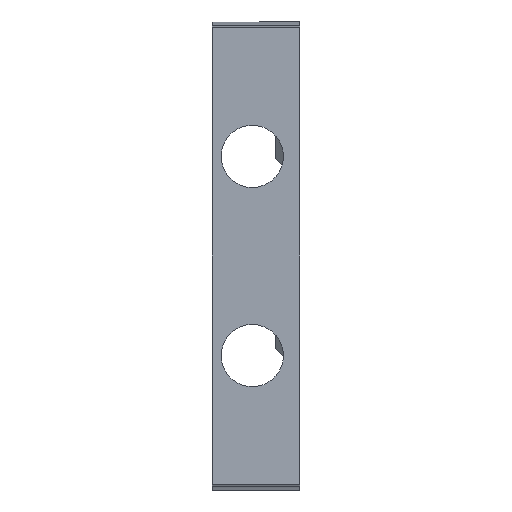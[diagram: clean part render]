
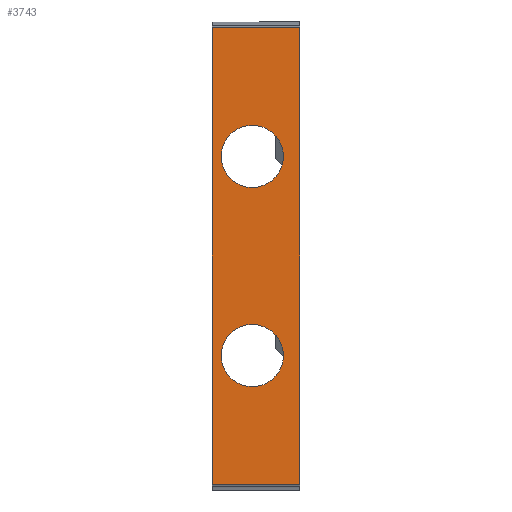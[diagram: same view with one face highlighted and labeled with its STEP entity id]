
A CAD part, left-side view. The second image highlights one B-rep face of the part: STEP entity #3743.
In plain terms, the highlighted planar face has unit normal (-1, 0, 0).
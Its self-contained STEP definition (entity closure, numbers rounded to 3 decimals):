
#80 = EDGE_CURVE ( 'NONE', #855, #3811, #1450, .T. ) ;
#81 = VERTEX_POINT ( 'NONE', #1276 ) ;
#128 = DIRECTION ( 'NONE',  ( 1., 0., 0. ) ) ;
#134 = VERTEX_POINT ( 'NONE', #5352 ) ;
#189 = VERTEX_POINT ( 'NONE', #5377 ) ;
#316 = CARTESIAN_POINT ( 'NONE',  ( -150., 33., -91.708 ) ) ;
#329 = DIRECTION ( 'NONE',  ( 1., 0., 0. ) ) ;
#669 = PLANE ( 'NONE',  #3711 ) ;
#712 = DIRECTION ( 'NONE',  ( 1., 0., 0. ) ) ;
#855 = VERTEX_POINT ( 'NONE', #2607 ) ;
#977 = DIRECTION ( 'NONE',  ( 1., 0., 0. ) ) ;
#1208 = CARTESIAN_POINT ( 'NONE',  ( -150., -2., 91.708 ) ) ;
#1220 = CARTESIAN_POINT ( 'NONE',  ( -150., -23.869, 91.708 ) ) ;
#1276 = CARTESIAN_POINT ( 'NONE',  ( -150., 33., 91.708 ) ) ;
#1298 = AXIS2_PLACEMENT_3D ( 'NONE', #7201, #329, #1475 ) ;
#1423 = VECTOR ( 'NONE', #2267, 1000. ) ;
#1450 = CIRCLE ( 'NONE', #6588, 12.5 ) ;
#1475 = DIRECTION ( 'NONE',  ( 0., 0., -1. ) ) ;
#1891 = DIRECTION ( 'NONE',  ( 0., 0., -1. ) ) ;
#2048 = LINE ( 'NONE', #6018, #6400 ) ;
#2104 = CIRCLE ( 'NONE', #3808, 12.5 ) ;
#2118 = EDGE_LOOP ( 'NONE', ( #4233, #5743, #2587, #5490 ) ) ;
#2267 = DIRECTION ( 'NONE',  ( 0., 1., 0. ) ) ;
#2473 = VECTOR ( 'NONE', #2697, 1000. ) ;
#2539 = DIRECTION ( 'NONE',  ( 0., 0., -1. ) ) ;
#2587 = ORIENTED_EDGE ( 'NONE', *, *, #5272, .F. ) ;
#2607 = CARTESIAN_POINT ( 'NONE',  ( -150., 17., -27.5 ) ) ;
#2697 = DIRECTION ( 'NONE',  ( 0., 1., 0. ) ) ;
#2838 = EDGE_CURVE ( 'NONE', #4320, #134, #3127, .T. ) ;
#2985 = VECTOR ( 'NONE', #1891, 1000. ) ;
#3013 = DIRECTION ( 'NONE',  ( 1., 0., 0. ) ) ;
#3111 = EDGE_LOOP ( 'NONE', ( #3648, #5655 ) ) ;
#3127 = CIRCLE ( 'NONE', #1298, 12.5 ) ;
#3128 = EDGE_CURVE ( 'NONE', #3709, #81, #7296, .T. ) ;
#3241 = DIRECTION ( 'NONE',  ( 0., 0., -1. ) ) ;
#3325 = EDGE_CURVE ( 'NONE', #81, #5816, #2048, .T. ) ;
#3334 = CIRCLE ( 'NONE', #3824, 12.5 ) ;
#3648 = ORIENTED_EDGE ( 'NONE', *, *, #4931, .T. ) ;
#3709 = VERTEX_POINT ( 'NONE', #1208 ) ;
#3711 = AXIS2_PLACEMENT_3D ( 'NONE', #6932, #128, #6889 ) ;
#3743 = ADVANCED_FACE ( 'NONE', ( #4182, #5509, #6215 ), #669, .F. ) ;
#3808 = AXIS2_PLACEMENT_3D ( 'NONE', #4757, #3013, #7015 ) ;
#3811 = VERTEX_POINT ( 'NONE', #4156 ) ;
#3824 = AXIS2_PLACEMENT_3D ( 'NONE', #7170, #977, #3241 ) ;
#3934 = CARTESIAN_POINT ( 'NONE',  ( -150., -23.869, -91.708 ) ) ;
#3975 = ORIENTED_EDGE ( 'NONE', *, *, #2838, .T. ) ;
#4122 = CARTESIAN_POINT ( 'NONE',  ( -150., 17., -40. ) ) ;
#4153 = EDGE_CURVE ( 'NONE', #189, #5816, #7366, .T. ) ;
#4156 = CARTESIAN_POINT ( 'NONE',  ( -150., 17., -52.5 ) ) ;
#4182 = FACE_BOUND ( 'NONE', #7097, .T. ) ;
#4233 = ORIENTED_EDGE ( 'NONE', *, *, #3325, .T. ) ;
#4320 = VERTEX_POINT ( 'NONE', #6971 ) ;
#4683 = DIRECTION ( 'NONE',  ( 0., 0., -1. ) ) ;
#4757 = CARTESIAN_POINT ( 'NONE',  ( -150., 17., -40. ) ) ;
#4931 = EDGE_CURVE ( 'NONE', #3811, #855, #2104, .T. ) ;
#5272 = EDGE_CURVE ( 'NONE', #3709, #189, #6010, .T. ) ;
#5292 = CARTESIAN_POINT ( 'NONE',  ( -150., -2., -94. ) ) ;
#5352 = CARTESIAN_POINT ( 'NONE',  ( -150., 17., 27.5 ) ) ;
#5377 = CARTESIAN_POINT ( 'NONE',  ( -150., -2., -91.708 ) ) ;
#5490 = ORIENTED_EDGE ( 'NONE', *, *, #3128, .T. ) ;
#5509 = FACE_BOUND ( 'NONE', #3111, .T. ) ;
#5655 = ORIENTED_EDGE ( 'NONE', *, *, #80, .T. ) ;
#5743 = ORIENTED_EDGE ( 'NONE', *, *, #4153, .F. ) ;
#5816 = VERTEX_POINT ( 'NONE', #316 ) ;
#6010 = LINE ( 'NONE', #5292, #2985 ) ;
#6018 = CARTESIAN_POINT ( 'NONE',  ( -150., 33., -94. ) ) ;
#6215 = FACE_OUTER_BOUND ( 'NONE', #2118, .T. ) ;
#6236 = EDGE_CURVE ( 'NONE', #134, #4320, #3334, .T. ) ;
#6400 = VECTOR ( 'NONE', #2539, 1000. ) ;
#6471 = ORIENTED_EDGE ( 'NONE', *, *, #6236, .T. ) ;
#6588 = AXIS2_PLACEMENT_3D ( 'NONE', #4122, #712, #4683 ) ;
#6889 = DIRECTION ( 'NONE',  ( 0., 0., -1. ) ) ;
#6932 = CARTESIAN_POINT ( 'NONE',  ( -150., -2., -94. ) ) ;
#6971 = CARTESIAN_POINT ( 'NONE',  ( -150., 17., 52.5 ) ) ;
#7015 = DIRECTION ( 'NONE',  ( 0., 0., -1. ) ) ;
#7097 = EDGE_LOOP ( 'NONE', ( #6471, #3975 ) ) ;
#7170 = CARTESIAN_POINT ( 'NONE',  ( -150., 17., 40. ) ) ;
#7201 = CARTESIAN_POINT ( 'NONE',  ( -150., 17., 40. ) ) ;
#7296 = LINE ( 'NONE', #1220, #1423 ) ;
#7366 = LINE ( 'NONE', #3934, #2473 ) ;
